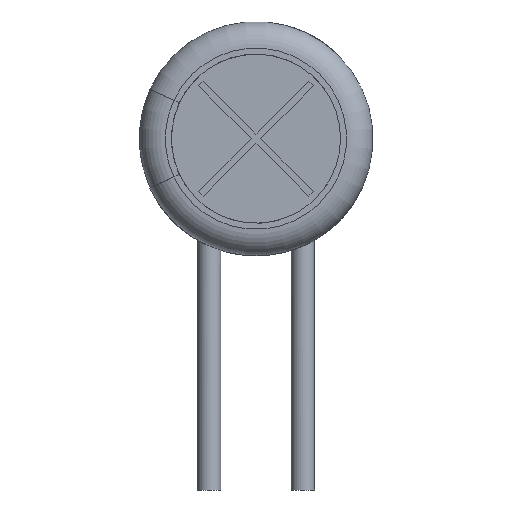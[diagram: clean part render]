
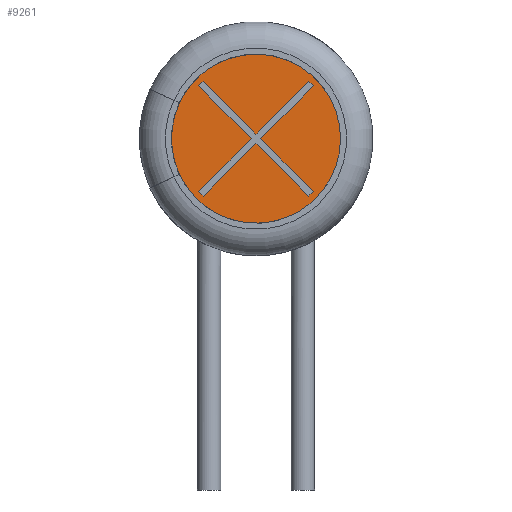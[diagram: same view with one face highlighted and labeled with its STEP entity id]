
A CAD part, front view. The second image highlights one B-rep face of the part: STEP entity #9261.
In plain terms, the highlighted planar face has unit normal (0, -1, 0).
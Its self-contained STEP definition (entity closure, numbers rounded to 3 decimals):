
#969=LINE('',#12900,#1692);
#970=LINE('',#12902,#1693);
#971=LINE('',#12904,#1694);
#972=LINE('',#12906,#1695);
#973=LINE('',#12908,#1696);
#974=LINE('',#12910,#1697);
#975=LINE('',#12912,#1698);
#976=LINE('',#12914,#1699);
#977=LINE('',#12916,#1700);
#978=LINE('',#12918,#1701);
#979=LINE('',#12920,#1702);
#980=LINE('',#12921,#1703);
#1692=VECTOR('',#10688,1000.);
#1693=VECTOR('',#10689,1000.);
#1694=VECTOR('',#10690,1000.);
#1695=VECTOR('',#10691,1000.);
#1696=VECTOR('',#10692,1000.);
#1697=VECTOR('',#10693,1000.);
#1698=VECTOR('',#10694,1000.);
#1699=VECTOR('',#10695,1000.);
#1700=VECTOR('',#10696,1000.);
#1701=VECTOR('',#10697,1000.);
#1702=VECTOR('',#10698,1000.);
#1703=VECTOR('',#10699,1000.);
#2497=FACE_BOUND('',#3122,.T.);
#2585=FACE_OUTER_BOUND('',#3121,.T.);
#3121=EDGE_LOOP('',(#6345));
#3122=EDGE_LOOP('',(#6346,#6347,#6348,#6349,#6350,#6351,#6352,#6353,#6354,
#6355,#6356,#6357));
#3730=CIRCLE('',#9856,1.935);
#4061=VERTEX_POINT('',#12896);
#4062=VERTEX_POINT('',#12898);
#4063=VERTEX_POINT('',#12899);
#4064=VERTEX_POINT('',#12901);
#4065=VERTEX_POINT('',#12903);
#4066=VERTEX_POINT('',#12905);
#4067=VERTEX_POINT('',#12907);
#4068=VERTEX_POINT('',#12909);
#4069=VERTEX_POINT('',#12911);
#4070=VERTEX_POINT('',#12913);
#4071=VERTEX_POINT('',#12915);
#4072=VERTEX_POINT('',#12917);
#4073=VERTEX_POINT('',#12919);
#4968=EDGE_CURVE('',#4061,#4061,#3730,.T.);
#4969=EDGE_CURVE('',#4062,#4063,#969,.T.);
#4970=EDGE_CURVE('',#4064,#4062,#970,.T.);
#4971=EDGE_CURVE('',#4065,#4064,#971,.T.);
#4972=EDGE_CURVE('',#4066,#4065,#972,.T.);
#4973=EDGE_CURVE('',#4067,#4066,#973,.T.);
#4974=EDGE_CURVE('',#4068,#4067,#974,.T.);
#4975=EDGE_CURVE('',#4069,#4068,#975,.T.);
#4976=EDGE_CURVE('',#4070,#4069,#976,.T.);
#4977=EDGE_CURVE('',#4071,#4070,#977,.T.);
#4978=EDGE_CURVE('',#4072,#4071,#978,.T.);
#4979=EDGE_CURVE('',#4073,#4072,#979,.T.);
#4980=EDGE_CURVE('',#4063,#4073,#980,.T.);
#6345=ORIENTED_EDGE('',*,*,#4968,.F.);
#6346=ORIENTED_EDGE('',*,*,#4969,.F.);
#6347=ORIENTED_EDGE('',*,*,#4970,.F.);
#6348=ORIENTED_EDGE('',*,*,#4971,.F.);
#6349=ORIENTED_EDGE('',*,*,#4972,.F.);
#6350=ORIENTED_EDGE('',*,*,#4973,.F.);
#6351=ORIENTED_EDGE('',*,*,#4974,.F.);
#6352=ORIENTED_EDGE('',*,*,#4975,.F.);
#6353=ORIENTED_EDGE('',*,*,#4976,.F.);
#6354=ORIENTED_EDGE('',*,*,#4977,.F.);
#6355=ORIENTED_EDGE('',*,*,#4978,.F.);
#6356=ORIENTED_EDGE('',*,*,#4979,.F.);
#6357=ORIENTED_EDGE('',*,*,#4980,.F.);
#8967=PLANE('',#9855);
#9261=ADVANCED_FACE('',(#2585,#2497),#8967,.T.);
#9855=AXIS2_PLACEMENT_3D('',#12895,#10684,#10685);
#9856=AXIS2_PLACEMENT_3D('',#12897,#10686,#10687);
#10684=DIRECTION('center_axis',(0.,-1.,0.));
#10685=DIRECTION('ref_axis',(1.,0.,0.));
#10686=DIRECTION('center_axis',(0.,1.,0.));
#10687=DIRECTION('ref_axis',(-1.,0.,0.));
#10688=DIRECTION('',(-0.707,0.,-0.707));
#10689=DIRECTION('',(-0.707,0.,0.707));
#10690=DIRECTION('',(0.707,0.,0.707));
#10691=DIRECTION('',(-0.707,0.,0.707));
#10692=DIRECTION('',(0.707,0.,0.707));
#10693=DIRECTION('',(0.707,0.,-0.707));
#10694=DIRECTION('',(0.707,0.,0.707));
#10695=DIRECTION('',(0.707,0.,-0.707));
#10696=DIRECTION('',(-0.707,0.,-0.707));
#10697=DIRECTION('',(0.707,0.,-0.707));
#10698=DIRECTION('',(-0.707,0.,-0.707));
#10699=DIRECTION('',(-0.707,0.,0.707));
#12895=CARTESIAN_POINT('Origin',(-1.935,-11.39,-0.61));
#12896=CARTESIAN_POINT('',(1.935,-11.39,-0.61));
#12897=CARTESIAN_POINT('Origin',(0.,-11.39,-0.61));
#12898=CARTESIAN_POINT('',(1.128,-11.39,0.617));
#12899=CARTESIAN_POINT('',(0.,-11.39,-0.511));
#12900=CARTESIAN_POINT('',(0.,-11.39,-0.511));
#12901=CARTESIAN_POINT('',(1.227,-11.39,0.518));
#12902=CARTESIAN_POINT('',(1.128,-11.39,0.617));
#12903=CARTESIAN_POINT('',(0.099,-11.39,-0.61));
#12904=CARTESIAN_POINT('',(0.099,-11.39,-0.61));
#12905=CARTESIAN_POINT('',(1.227,-11.39,-1.738));
#12906=CARTESIAN_POINT('',(0.099,-11.39,-0.61));
#12907=CARTESIAN_POINT('',(1.128,-11.39,-1.837));
#12908=CARTESIAN_POINT('',(1.128,-11.39,-1.837));
#12909=CARTESIAN_POINT('',(0.,-11.39,-0.709));
#12910=CARTESIAN_POINT('',(0.,-11.39,-0.709));
#12911=CARTESIAN_POINT('',(-1.128,-11.39,-1.837));
#12912=CARTESIAN_POINT('',(0.,-11.39,-0.709));
#12913=CARTESIAN_POINT('',(-1.227,-11.39,-1.738));
#12914=CARTESIAN_POINT('',(-1.227,-11.39,-1.738));
#12915=CARTESIAN_POINT('',(-0.099,-11.39,-0.61));
#12916=CARTESIAN_POINT('',(-0.099,-11.39,-0.61));
#12917=CARTESIAN_POINT('',(-1.227,-11.39,0.518));
#12918=CARTESIAN_POINT('',(-0.099,-11.39,-0.61));
#12919=CARTESIAN_POINT('',(-1.128,-11.39,0.617));
#12920=CARTESIAN_POINT('',(-1.227,-11.39,0.518));
#12921=CARTESIAN_POINT('',(0.,-11.39,-0.511));
